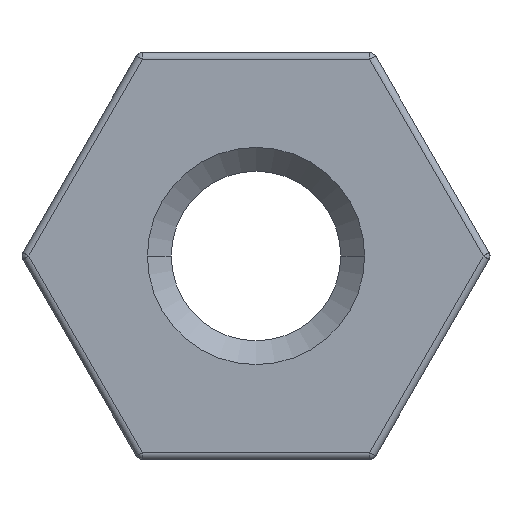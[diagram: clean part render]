
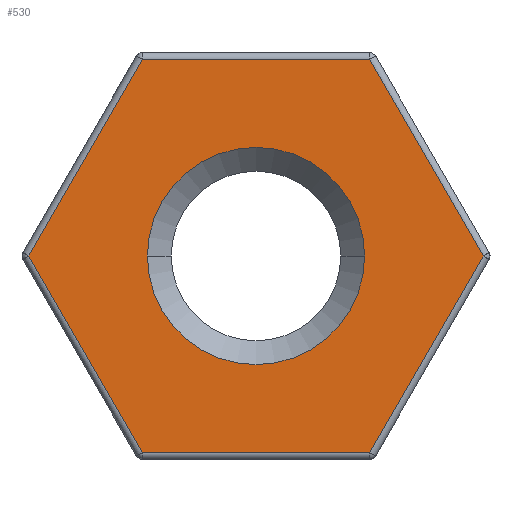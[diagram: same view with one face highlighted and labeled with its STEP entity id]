
A CAD part, left-side view. The second image highlights one B-rep face of the part: STEP entity #530.
In plain terms, the highlighted planar face has unit normal (-1, 0, 0).
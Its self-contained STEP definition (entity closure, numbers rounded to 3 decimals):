
#18 = FACE_BOUND ( 'NONE', #704, .T. ) ;
#22 = CARTESIAN_POINT ( 'NONE',  ( 0., -1.674, 2.9 ) ) ;
#27 = AXIS2_PLACEMENT_3D ( 'NONE', #1234, #1232, #1230 ) ;
#38 = FACE_OUTER_BOUND ( 'NONE', #676, .T. ) ;
#63 = EDGE_CURVE ( 'NONE', #284, #945, #332, .T. ) ;
#117 = VECTOR ( 'NONE', #858, 1000. ) ;
#139 = EDGE_CURVE ( 'NONE', #776, #1207, #335, .T. ) ;
#147 = EDGE_CURVE ( 'NONE', #663, #1107, #322, .T. ) ;
#164 = EDGE_CURVE ( 'NONE', #910, #776, #304, .T. ) ;
#186 = ORIENTED_EDGE ( 'NONE', *, *, #187, .T. ) ;
#187 = EDGE_CURVE ( 'NONE', #636, #663, #273, .T. ) ;
#191 = EDGE_CURVE ( 'NONE', #945, #284, #252, .T. ) ;
#195 = DIRECTION ( 'NONE',  ( 0., 1., 0. ) ) ;
#197 = EDGE_CURVE ( 'NONE', #1207, #636, #265, .T. ) ;
#198 = DIRECTION ( 'NONE',  ( 1., 0., 0. ) ) ;
#201 = VECTOR ( 'NONE', #447, 1000. ) ;
#206 = EDGE_CURVE ( 'NONE', #1107, #910, #224, .T. ) ;
#219 = CARTESIAN_POINT ( 'NONE',  ( 0., 0., 0. ) ) ;
#223 = PLANE ( 'NONE',  #698 ) ;
#224 = LINE ( 'NONE', #449, #201 ) ;
#234 = VECTOR ( 'NONE', #483, 1000. ) ;
#251 = CARTESIAN_POINT ( 'NONE',  ( 0., 1.674, 2.9 ) ) ;
#252 = CIRCLE ( 'NONE', #1256, 1.6 ) ;
#255 = VECTOR ( 'NONE', #555, 1000. ) ;
#265 = LINE ( 'NONE', #485, #234 ) ;
#273 = LINE ( 'NONE', #564, #255 ) ;
#284 = VERTEX_POINT ( 'NONE', #309 ) ;
#302 = VECTOR ( 'NONE', #826, 1000. ) ;
#304 = LINE ( 'NONE', #856, #302 ) ;
#309 = CARTESIAN_POINT ( 'NONE',  ( 0., -1.6, 0. ) ) ;
#322 = LINE ( 'NONE', #847, #536 ) ;
#332 = CIRCLE ( 'NONE', #27, 1.6 ) ;
#335 = LINE ( 'NONE', #863, #117 ) ;
#404 = CARTESIAN_POINT ( 'NONE',  ( 0., 3.349, 0. ) ) ;
#447 = DIRECTION ( 'NONE',  ( 0., -0.5, -0.866 ) ) ;
#449 = CARTESIAN_POINT ( 'NONE',  ( 0., 2.511, -1.45 ) ) ;
#483 = DIRECTION ( 'NONE',  ( 0., 0.5, 0.866 ) ) ;
#485 = CARTESIAN_POINT ( 'NONE',  ( 0., -2.511, 1.45 ) ) ;
#510 = DIRECTION ( 'NONE',  ( 0., 1., 0. ) ) ;
#526 = CARTESIAN_POINT ( 'NONE',  ( 0., 1.674, -2.9 ) ) ;
#530 = ADVANCED_FACE ( 'NONE', ( #38, #18 ), #223, .F. ) ;
#531 = DIRECTION ( 'NONE',  ( 1., 0., 0. ) ) ;
#532 = CARTESIAN_POINT ( 'NONE',  ( 0., 0., 0. ) ) ;
#536 = VECTOR ( 'NONE', #845, 1000. ) ;
#545 = ORIENTED_EDGE ( 'NONE', *, *, #147, .T. ) ;
#555 = DIRECTION ( 'NONE',  ( 0., 1., 0. ) ) ;
#564 = CARTESIAN_POINT ( 'NONE',  ( 0., 0., 2.9 ) ) ;
#636 = VERTEX_POINT ( 'NONE', #22 ) ;
#663 = VERTEX_POINT ( 'NONE', #251 ) ;
#676 = EDGE_LOOP ( 'NONE', ( #793, #186, #545, #760, #903, #1102 ) ) ;
#679 = CARTESIAN_POINT ( 'NONE',  ( 0., -1.674, -2.9 ) ) ;
#692 = CARTESIAN_POINT ( 'NONE',  ( 0., 1.6, 0. ) ) ;
#693 = ORIENTED_EDGE ( 'NONE', *, *, #63, .T. ) ;
#698 = AXIS2_PLACEMENT_3D ( 'NONE', #219, #198, #195 ) ;
#701 = ORIENTED_EDGE ( 'NONE', *, *, #191, .T. ) ;
#704 = EDGE_LOOP ( 'NONE', ( #701, #693 ) ) ;
#760 = ORIENTED_EDGE ( 'NONE', *, *, #206, .T. ) ;
#776 = VERTEX_POINT ( 'NONE', #679 ) ;
#793 = ORIENTED_EDGE ( 'NONE', *, *, #197, .T. ) ;
#826 = DIRECTION ( 'NONE',  ( 0., -1., 0. ) ) ;
#845 = DIRECTION ( 'NONE',  ( 0., 0.5, -0.866 ) ) ;
#847 = CARTESIAN_POINT ( 'NONE',  ( 0., 2.511, 1.45 ) ) ;
#856 = CARTESIAN_POINT ( 'NONE',  ( 0., 0., -2.9 ) ) ;
#858 = DIRECTION ( 'NONE',  ( 0., -0.5, 0.866 ) ) ;
#863 = CARTESIAN_POINT ( 'NONE',  ( 0., -2.511, -1.45 ) ) ;
#903 = ORIENTED_EDGE ( 'NONE', *, *, #164, .T. ) ;
#910 = VERTEX_POINT ( 'NONE', #526 ) ;
#917 = CARTESIAN_POINT ( 'NONE',  ( 0., -3.349, 0. ) ) ;
#945 = VERTEX_POINT ( 'NONE', #692 ) ;
#1102 = ORIENTED_EDGE ( 'NONE', *, *, #139, .T. ) ;
#1107 = VERTEX_POINT ( 'NONE', #404 ) ;
#1207 = VERTEX_POINT ( 'NONE', #917 ) ;
#1230 = DIRECTION ( 'NONE',  ( 0., 1., 0. ) ) ;
#1232 = DIRECTION ( 'NONE',  ( 1., 0., 0. ) ) ;
#1234 = CARTESIAN_POINT ( 'NONE',  ( 0., 0., 0. ) ) ;
#1256 = AXIS2_PLACEMENT_3D ( 'NONE', #532, #531, #510 ) ;
